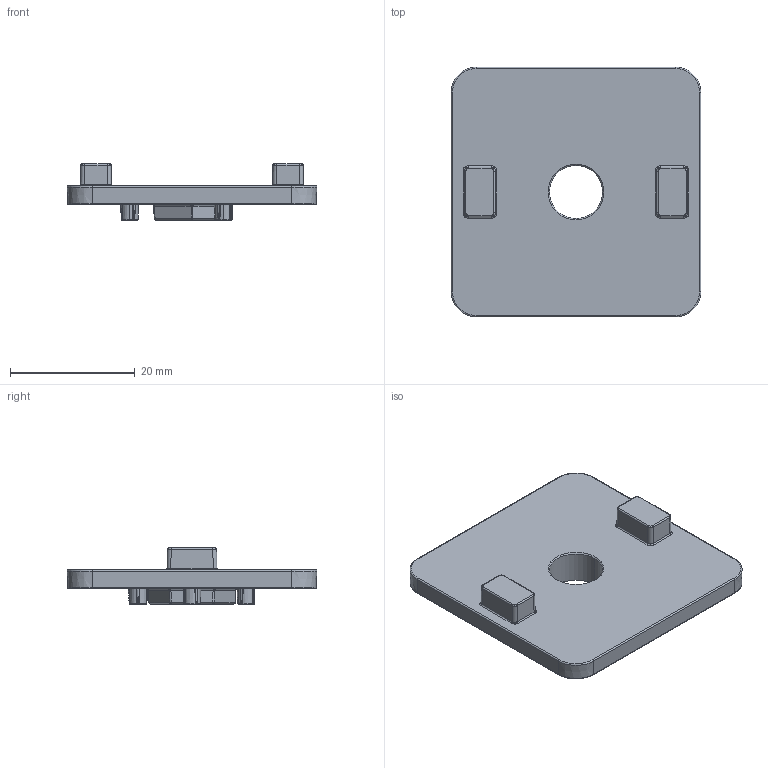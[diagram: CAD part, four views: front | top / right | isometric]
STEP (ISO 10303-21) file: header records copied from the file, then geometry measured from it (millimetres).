
FILE_DESCRIPTION (( 'STEP AP214' ), '1' );
FILE_NAME ('7428020', '2019-01-30T09:35:14', ( '' ), ('JUGARD+KÜNSTNER GmbH'), 'SwSTEP 2.0', 'SolidWorks 2017', '' );
FILE_SCHEMA (( 'AUTOMOTIVE_DESIGN' ));
Length unit declared in the file: millimetre
Products named in the file (1): 7428020
Bounding box: 39.99 x 39.99 x 9 mm (x, y, z)
Volume: 5065.5 mm3; surface area: 3964.8 mm2
Topology: 1 solids, 1 shells, 361 faces, 834 edges, 481 vertices
Faces by surface type: bspline 227, cylinder 54, cone 42, plane 38
Entity records: 13107 total; most frequent: CARTESIAN_POINT 6306, ORIENTED_EDGE 1668, DIRECTION 1128, EDGE_CURVE 834, AXIS2_PLACEMENT_3D 501, VERTEX_POINT 481, EDGE_LOOP 369, CIRCLE 366
